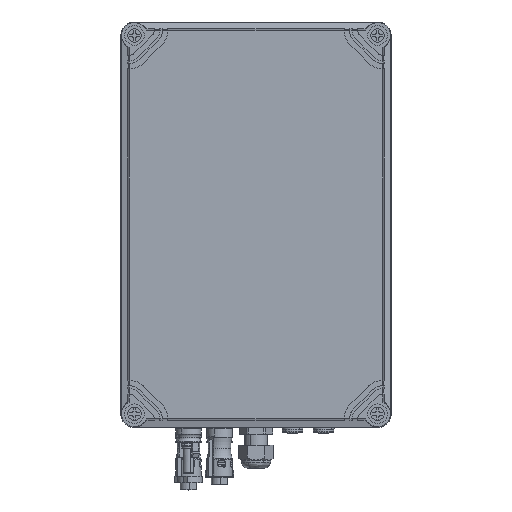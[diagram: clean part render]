
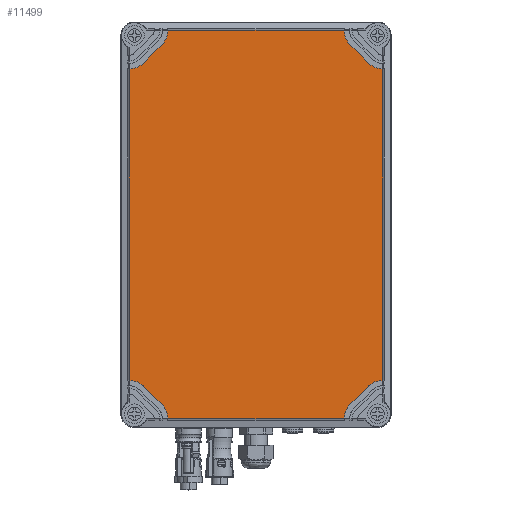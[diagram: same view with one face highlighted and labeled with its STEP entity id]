
A CAD part, top view. The second image highlights one B-rep face of the part: STEP entity #11499.
In plain terms, the highlighted planar face has unit normal (0, 0, 1).
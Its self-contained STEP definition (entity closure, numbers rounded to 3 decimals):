
#11395=AXIS2_PLACEMENT_3D('Plane Axis2P3D',#11392,#11393,#11394) ;
#11399=AXIS2_PLACEMENT_3D('Circle Axis2P3D',#11397,#11398,$) ;
#11413=AXIS2_PLACEMENT_3D('Circle Axis2P3D',#11411,#11412,$) ;
#11418=AXIS2_PLACEMENT_3D('Circle Axis2P3D',#11416,#11417,$) ;
#11432=AXIS2_PLACEMENT_3D('Circle Axis2P3D',#11430,#11431,$) ;
#11437=AXIS2_PLACEMENT_3D('Circle Axis2P3D',#11435,#11436,$) ;
#11451=AXIS2_PLACEMENT_3D('Circle Axis2P3D',#11449,#11450,$) ;
#11456=AXIS2_PLACEMENT_3D('Circle Axis2P3D',#11454,#11455,$) ;
#11470=AXIS2_PLACEMENT_3D('Circle Axis2P3D',#11468,#11469,$) ;
#8523=CARTESIAN_POINT('Vertex',(6.2,80.879,132.)) ;
#8526=CARTESIAN_POINT('Line Origine',(6.2,196.225,132.)) ;
#8530=CARTESIAN_POINT('Vertex',(6.2,311.571,132.)) ;
#8562=CARTESIAN_POINT('Vertex',(6.7,80.879,132.)) ;
#8565=CARTESIAN_POINT('Line Origine',(6.45,80.879,132.)) ;
#8896=CARTESIAN_POINT('Line Origine',(6.45,311.571,132.)) ;
#8900=CARTESIAN_POINT('Vertex',(6.7,311.571,132.)) ;
#9093=CARTESIAN_POINT('Vertex',(34.654,52.925,132.)) ;
#9100=CARTESIAN_POINT('Vertex',(34.654,52.425,132.)) ;
#9103=CARTESIAN_POINT('Line Origine',(34.654,52.675,132.)) ;
#9126=CARTESIAN_POINT('Vertex',(165.346,52.425,132.)) ;
#9129=CARTESIAN_POINT('Line Origine',(100.,52.425,132.)) ;
#9147=CARTESIAN_POINT('Line Origine',(165.346,52.675,132.)) ;
#9151=CARTESIAN_POINT('Vertex',(165.346,52.925,132.)) ;
#9589=CARTESIAN_POINT('Vertex',(193.8,80.879,132.)) ;
#9592=CARTESIAN_POINT('Line Origine',(193.55,80.879,132.)) ;
#9596=CARTESIAN_POINT('Vertex',(193.3,80.879,132.)) ;
#9622=CARTESIAN_POINT('Vertex',(193.8,311.571,132.)) ;
#9625=CARTESIAN_POINT('Line Origine',(193.8,196.225,132.)) ;
#9649=CARTESIAN_POINT('Vertex',(193.3,311.571,132.)) ;
#9652=CARTESIAN_POINT('Line Origine',(193.55,311.571,132.)) ;
#10065=CARTESIAN_POINT('Vertex',(165.346,339.525,132.)) ;
#10072=CARTESIAN_POINT('Vertex',(165.346,340.025,132.)) ;
#10075=CARTESIAN_POINT('Line Origine',(165.346,339.775,132.)) ;
#10094=CARTESIAN_POINT('Line Origine',(100.,340.025,132.)) ;
#10098=CARTESIAN_POINT('Vertex',(34.654,340.025,132.)) ;
#10114=CARTESIAN_POINT('Line Origine',(34.654,339.775,132.)) ;
#10118=CARTESIAN_POINT('Vertex',(34.654,339.525,132.)) ;
#11392=CARTESIAN_POINT('Axis2P3D Location',(100.,196.225,132.)) ;
#11397=CARTESIAN_POINT('Axis2P3D Location',(6.7,66.879,132.)) ;
#11401=CARTESIAN_POINT('Vertex',(16.599,76.778,132.)) ;
#11404=CARTESIAN_POINT('Line Origine',(23.576,69.801,132.)) ;
#11408=CARTESIAN_POINT('Vertex',(30.553,62.824,132.)) ;
#11411=CARTESIAN_POINT('Axis2P3D Location',(20.654,52.925,132.)) ;
#11416=CARTESIAN_POINT('Axis2P3D Location',(179.346,52.925,132.)) ;
#11420=CARTESIAN_POINT('Vertex',(169.447,62.824,132.)) ;
#11423=CARTESIAN_POINT('Line Origine',(176.424,69.801,132.)) ;
#11427=CARTESIAN_POINT('Vertex',(183.401,76.778,132.)) ;
#11430=CARTESIAN_POINT('Axis2P3D Location',(193.3,66.879,132.)) ;
#11435=CARTESIAN_POINT('Axis2P3D Location',(193.3,325.571,132.)) ;
#11439=CARTESIAN_POINT('Vertex',(183.401,315.672,132.)) ;
#11442=CARTESIAN_POINT('Line Origine',(176.424,322.649,132.)) ;
#11446=CARTESIAN_POINT('Vertex',(169.447,329.626,132.)) ;
#11449=CARTESIAN_POINT('Axis2P3D Location',(179.346,339.525,132.)) ;
#11454=CARTESIAN_POINT('Axis2P3D Location',(20.654,339.525,132.)) ;
#11458=CARTESIAN_POINT('Vertex',(30.553,329.626,132.)) ;
#11461=CARTESIAN_POINT('Line Origine',(23.576,322.649,132.)) ;
#11465=CARTESIAN_POINT('Vertex',(16.599,315.672,132.)) ;
#11468=CARTESIAN_POINT('Axis2P3D Location',(6.7,325.571,132.)) ;
#8527=DIRECTION('Vector Direction',(0.,-1.,0.)) ;
#8566=DIRECTION('Vector Direction',(-1.,0.,0.)) ;
#8897=DIRECTION('Vector Direction',(-1.,0.,0.)) ;
#9104=DIRECTION('Vector Direction',(0.,1.,0.)) ;
#9130=DIRECTION('Vector Direction',(1.,0.,0.)) ;
#9148=DIRECTION('Vector Direction',(0.,1.,0.)) ;
#9593=DIRECTION('Vector Direction',(-1.,0.,0.)) ;
#9626=DIRECTION('Vector Direction',(0.,-1.,0.)) ;
#9653=DIRECTION('Vector Direction',(-1.,0.,0.)) ;
#10076=DIRECTION('Vector Direction',(0.,1.,0.)) ;
#10095=DIRECTION('Vector Direction',(1.,0.,0.)) ;
#10115=DIRECTION('Vector Direction',(0.,1.,0.)) ;
#11393=DIRECTION('Axis2P3D Direction',(0.,0.,1.)) ;
#11394=DIRECTION('Axis2P3D XDirection',(0.,-1.,0.)) ;
#11398=DIRECTION('Axis2P3D Direction',(0.,0.,1.)) ;
#11405=DIRECTION('Vector Direction',(-0.707,0.707,0.)) ;
#11412=DIRECTION('Axis2P3D Direction',(0.,0.,1.)) ;
#11417=DIRECTION('Axis2P3D Direction',(0.,0.,1.)) ;
#11424=DIRECTION('Vector Direction',(0.707,0.707,0.)) ;
#11431=DIRECTION('Axis2P3D Direction',(0.,0.,1.)) ;
#11436=DIRECTION('Axis2P3D Direction',(0.,0.,1.)) ;
#11443=DIRECTION('Vector Direction',(0.707,-0.707,0.)) ;
#11450=DIRECTION('Axis2P3D Direction',(0.,0.,1.)) ;
#11455=DIRECTION('Axis2P3D Direction',(0.,0.,1.)) ;
#11462=DIRECTION('Vector Direction',(-0.707,-0.707,0.)) ;
#11469=DIRECTION('Axis2P3D Direction',(0.,0.,1.)) ;
#8528=VECTOR('Line Direction',#8527,1.) ;
#8567=VECTOR('Line Direction',#8566,1.) ;
#8898=VECTOR('Line Direction',#8897,1.) ;
#9105=VECTOR('Line Direction',#9104,1.) ;
#9131=VECTOR('Line Direction',#9130,1.) ;
#9149=VECTOR('Line Direction',#9148,1.) ;
#9594=VECTOR('Line Direction',#9593,1.) ;
#9627=VECTOR('Line Direction',#9626,1.) ;
#9654=VECTOR('Line Direction',#9653,1.) ;
#10077=VECTOR('Line Direction',#10076,1.) ;
#10096=VECTOR('Line Direction',#10095,1.) ;
#10116=VECTOR('Line Direction',#10115,1.) ;
#11406=VECTOR('Line Direction',#11405,1.) ;
#11425=VECTOR('Line Direction',#11424,1.) ;
#11444=VECTOR('Line Direction',#11443,1.) ;
#11463=VECTOR('Line Direction',#11462,1.) ;
#11474=ORIENTED_EDGE('',*,*,#8569,.F.) ;
#11475=ORIENTED_EDGE('',*,*,#11403,.T.) ;
#11476=ORIENTED_EDGE('',*,*,#11410,.F.) ;
#11477=ORIENTED_EDGE('',*,*,#11415,.F.) ;
#11478=ORIENTED_EDGE('',*,*,#9107,.F.) ;
#11479=ORIENTED_EDGE('',*,*,#9133,.F.) ;
#11480=ORIENTED_EDGE('',*,*,#9153,.T.) ;
#11481=ORIENTED_EDGE('',*,*,#11422,.T.) ;
#11482=ORIENTED_EDGE('',*,*,#11429,.T.) ;
#11483=ORIENTED_EDGE('',*,*,#11434,.F.) ;
#11484=ORIENTED_EDGE('',*,*,#9598,.T.) ;
#11485=ORIENTED_EDGE('',*,*,#9629,.T.) ;
#11486=ORIENTED_EDGE('',*,*,#9656,.F.) ;
#11487=ORIENTED_EDGE('',*,*,#11441,.T.) ;
#11488=ORIENTED_EDGE('',*,*,#11448,.F.) ;
#11489=ORIENTED_EDGE('',*,*,#11453,.F.) ;
#11490=ORIENTED_EDGE('',*,*,#10079,.F.) ;
#11491=ORIENTED_EDGE('',*,*,#10100,.T.) ;
#11492=ORIENTED_EDGE('',*,*,#10120,.T.) ;
#11493=ORIENTED_EDGE('',*,*,#11460,.T.) ;
#11494=ORIENTED_EDGE('',*,*,#11467,.T.) ;
#11495=ORIENTED_EDGE('',*,*,#11472,.F.) ;
#11496=ORIENTED_EDGE('',*,*,#8902,.T.) ;
#11497=ORIENTED_EDGE('',*,*,#8532,.F.) ;
#11499=ADVANCED_FACE('Hauptk\X2\00F6\X0\rper',(#11498),#11396,.T.) ;
#11400=CIRCLE('generated circle',#11399,14.) ;
#11414=CIRCLE('generated circle',#11413,14.) ;
#11419=CIRCLE('generated circle',#11418,14.) ;
#11433=CIRCLE('generated circle',#11432,14.) ;
#11438=CIRCLE('generated circle',#11437,14.) ;
#11452=CIRCLE('generated circle',#11451,14.) ;
#11457=CIRCLE('generated circle',#11456,14.) ;
#11471=CIRCLE('generated circle',#11470,14.) ;
#8532=EDGE_CURVE('',#8524,#8531,#8529,.F.) ;
#8569=EDGE_CURVE('',#8563,#8524,#8568,.T.) ;
#8902=EDGE_CURVE('',#8901,#8531,#8899,.T.) ;
#9107=EDGE_CURVE('',#9101,#9094,#9106,.T.) ;
#9133=EDGE_CURVE('',#9127,#9101,#9132,.F.) ;
#9153=EDGE_CURVE('',#9127,#9152,#9150,.T.) ;
#9598=EDGE_CURVE('',#9597,#9590,#9595,.F.) ;
#9629=EDGE_CURVE('',#9590,#9623,#9628,.F.) ;
#9656=EDGE_CURVE('',#9650,#9623,#9655,.F.) ;
#10079=EDGE_CURVE('',#10073,#10066,#10078,.F.) ;
#10100=EDGE_CURVE('',#10073,#10099,#10097,.F.) ;
#10120=EDGE_CURVE('',#10099,#10119,#10117,.F.) ;
#11403=EDGE_CURVE('',#8563,#11402,#11400,.F.) ;
#11410=EDGE_CURVE('',#11409,#11402,#11407,.T.) ;
#11415=EDGE_CURVE('',#9094,#11409,#11414,.T.) ;
#11422=EDGE_CURVE('',#9152,#11421,#11419,.F.) ;
#11429=EDGE_CURVE('',#11421,#11428,#11426,.T.) ;
#11434=EDGE_CURVE('',#9597,#11428,#11433,.T.) ;
#11441=EDGE_CURVE('',#9650,#11440,#11438,.F.) ;
#11448=EDGE_CURVE('',#11447,#11440,#11445,.T.) ;
#11453=EDGE_CURVE('',#10066,#11447,#11452,.T.) ;
#11460=EDGE_CURVE('',#10119,#11459,#11457,.F.) ;
#11467=EDGE_CURVE('',#11459,#11466,#11464,.T.) ;
#11472=EDGE_CURVE('',#8901,#11466,#11471,.T.) ;
#11473=EDGE_LOOP('',(#11474,#11475,#11476,#11477,#11478,#11479,#11480,#11481,#11482,#11483,#11484,#11485,#11486,#11487,#11488,#11489,#11490,#11491,#11492,#11493,#11494,#11495,#11496,#11497)) ;
#11498=FACE_OUTER_BOUND('',#11473,.T.) ;
#8529=LINE('Line',#8526,#8528) ;
#8568=LINE('Line',#8565,#8567) ;
#8899=LINE('Line',#8896,#8898) ;
#9106=LINE('Line',#9103,#9105) ;
#9132=LINE('Line',#9129,#9131) ;
#9150=LINE('Line',#9147,#9149) ;
#9595=LINE('Line',#9592,#9594) ;
#9628=LINE('Line',#9625,#9627) ;
#9655=LINE('Line',#9652,#9654) ;
#10078=LINE('Line',#10075,#10077) ;
#10097=LINE('Line',#10094,#10096) ;
#10117=LINE('Line',#10114,#10116) ;
#11407=LINE('Line',#11404,#11406) ;
#11426=LINE('Line',#11423,#11425) ;
#11445=LINE('Line',#11442,#11444) ;
#11464=LINE('Line',#11461,#11463) ;
#11396=PLANE('',#11395) ;
#8524=VERTEX_POINT('',#8523) ;
#8531=VERTEX_POINT('',#8530) ;
#8563=VERTEX_POINT('',#8562) ;
#8901=VERTEX_POINT('',#8900) ;
#9094=VERTEX_POINT('',#9093) ;
#9101=VERTEX_POINT('',#9100) ;
#9127=VERTEX_POINT('',#9126) ;
#9152=VERTEX_POINT('',#9151) ;
#9590=VERTEX_POINT('',#9589) ;
#9597=VERTEX_POINT('',#9596) ;
#9623=VERTEX_POINT('',#9622) ;
#9650=VERTEX_POINT('',#9649) ;
#10066=VERTEX_POINT('',#10065) ;
#10073=VERTEX_POINT('',#10072) ;
#10099=VERTEX_POINT('',#10098) ;
#10119=VERTEX_POINT('',#10118) ;
#11402=VERTEX_POINT('',#11401) ;
#11409=VERTEX_POINT('',#11408) ;
#11421=VERTEX_POINT('',#11420) ;
#11428=VERTEX_POINT('',#11427) ;
#11440=VERTEX_POINT('',#11439) ;
#11447=VERTEX_POINT('',#11446) ;
#11459=VERTEX_POINT('',#11458) ;
#11466=VERTEX_POINT('',#11465) ;
